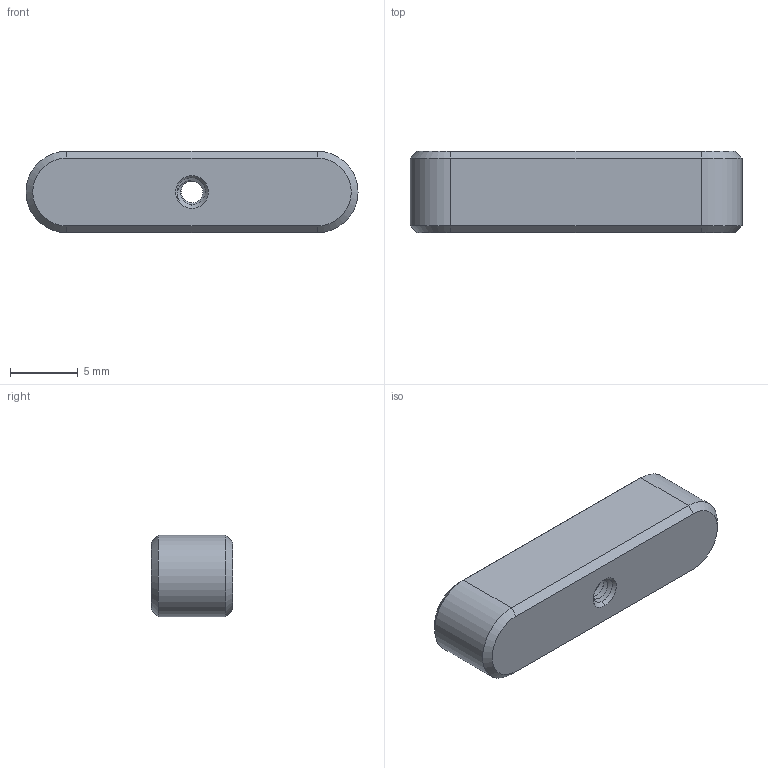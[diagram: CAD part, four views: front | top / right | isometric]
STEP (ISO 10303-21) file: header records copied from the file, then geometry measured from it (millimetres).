
FILE_DESCRIPTION (( 'STEP AP203' ), '1' );
FILE_NAME ('101.10.22K.STEP', '2017-12-26T05:35:32', ( '' ), ( '' ), 'SwSTEP 2.0', 'SolidWorks 2012', '' );
FILE_SCHEMA (( 'CONFIG_CONTROL_DESIGN' ));
Length unit declared in the file: millimetre
Products named in the file (1): 101.10.22K
Bounding box: 24.5 x 6 x 6 mm (x, y, z)
Volume: 803.7 mm3; surface area: 642.9 mm2
Topology: 1 solids, 1 shells, 48 faces, 128 edges, 82 vertices
Faces by surface type: cylinder 29, cone 9, plane 8, bspline 2
Entity records: 2782 total; most frequent: CARTESIAN_POINT 1682, ORIENTED_EDGE 256, DIRECTION 173, EDGE_CURVE 128, VERTEX_POINT 82, AXIS2_PLACEMENT_3D 61, LINE 51, VECTOR 51
